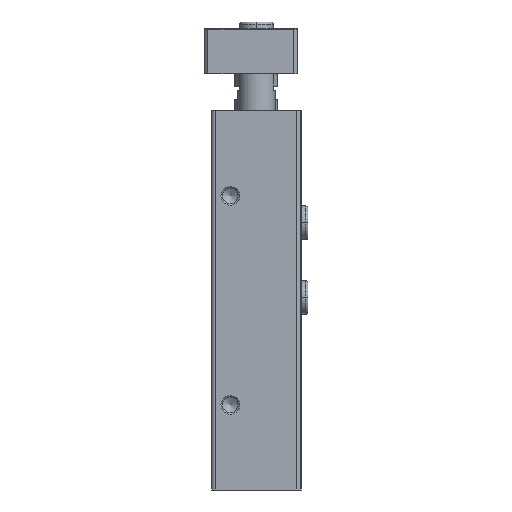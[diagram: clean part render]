
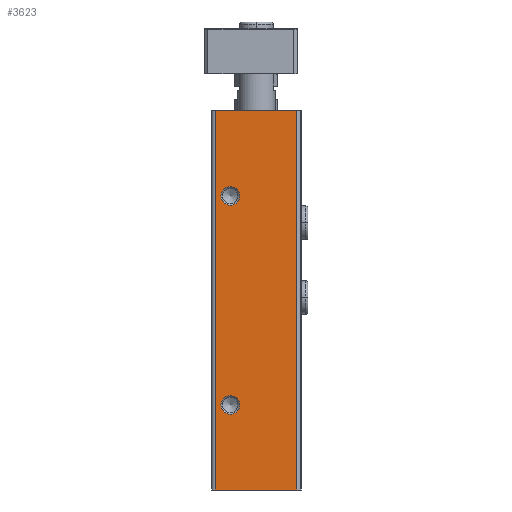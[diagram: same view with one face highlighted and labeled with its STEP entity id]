
A CAD part, left-side view. The second image highlights one B-rep face of the part: STEP entity #3623.
In plain terms, the highlighted planar face has unit normal (-1, 0, 0).
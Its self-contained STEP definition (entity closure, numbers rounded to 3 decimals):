
#221=LINE('',#5522,#491);
#222=LINE('',#5525,#492);
#223=LINE('',#5527,#493);
#224=LINE('',#5529,#494);
#491=VECTOR('',#4370,1000.);
#492=VECTOR('',#4371,1000.);
#493=VECTOR('',#4372,1000.);
#494=VECTOR('',#4373,1000.);
#761=ORIENTED_EDGE('',*,*,#1755,.T.);
#762=ORIENTED_EDGE('',*,*,#1756,.T.);
#763=ORIENTED_EDGE('',*,*,#1757,.F.);
#764=ORIENTED_EDGE('',*,*,#1758,.F.);
#765=ORIENTED_EDGE('',*,*,#1759,.T.);
#766=ORIENTED_EDGE('',*,*,#1760,.T.);
#1755=EDGE_CURVE('',#2252,#2252,#2619,.T.);
#1756=EDGE_CURVE('',#2253,#2253,#2620,.T.);
#1757=EDGE_CURVE('',#2254,#2255,#221,.T.);
#1758=EDGE_CURVE('',#2256,#2254,#222,.T.);
#1759=EDGE_CURVE('',#2256,#2257,#223,.T.);
#1760=EDGE_CURVE('',#2257,#2255,#224,.T.);
#2252=VERTEX_POINT('',#5519);
#2253=VERTEX_POINT('',#5521);
#2254=VERTEX_POINT('',#5523);
#2255=VERTEX_POINT('',#5524);
#2256=VERTEX_POINT('',#5526);
#2257=VERTEX_POINT('',#5528);
#2619=CIRCLE('',#3922,2.5);
#2620=CIRCLE('',#3923,2.5);
#2814=EDGE_LOOP('',(#761));
#2815=EDGE_LOOP('',(#762));
#2816=EDGE_LOOP('',(#763,#764,#765,#766));
#3156=FACE_BOUND('',#2814,.T.);
#3157=FACE_BOUND('',#2815,.T.);
#3158=FACE_BOUND('',#2816,.T.);
#3506=PLANE('',#3921);
#3623=ADVANCED_FACE('',(#3156,#3157,#3158),#3506,.T.);
#3921=AXIS2_PLACEMENT_3D('',#5517,#4364,#4365);
#3922=AXIS2_PLACEMENT_3D('',#5518,#4366,#4367);
#3923=AXIS2_PLACEMENT_3D('',#5520,#4368,#4369);
#4364=DIRECTION('',(-1.,0.,0.));
#4365=DIRECTION('',(0.,0.,1.));
#4366=DIRECTION('',(1.,0.,0.));
#4367=DIRECTION('',(0.,0.,-1.));
#4368=DIRECTION('',(1.,0.,0.));
#4369=DIRECTION('',(0.,0.,-1.));
#4370=DIRECTION('',(0.,-1.,0.));
#4371=DIRECTION('',(0.,0.,1.));
#4372=DIRECTION('',(0.,-1.,0.));
#4373=DIRECTION('',(0.,0.,1.));
#5517=CARTESIAN_POINT('',(-36.,11.,-101.6));
#5518=CARTESIAN_POINT('',(-36.,7.,-78.8));
#5519=CARTESIAN_POINT('',(-36.,7.,-81.3));
#5520=CARTESIAN_POINT('',(-36.,7.,-22.8));
#5521=CARTESIAN_POINT('',(-36.,7.,-25.3));
#5522=CARTESIAN_POINT('',(-36.,11.,0.));
#5523=CARTESIAN_POINT('',(-36.,11.,0.));
#5524=CARTESIAN_POINT('',(-36.,-10.8,0.));
#5525=CARTESIAN_POINT('',(-36.,11.,-101.6));
#5526=CARTESIAN_POINT('',(-36.,11.,-101.6));
#5527=CARTESIAN_POINT('',(-36.,11.,-101.6));
#5528=CARTESIAN_POINT('',(-36.,-10.8,-101.6));
#5529=CARTESIAN_POINT('',(-36.,-10.8,-101.6));
